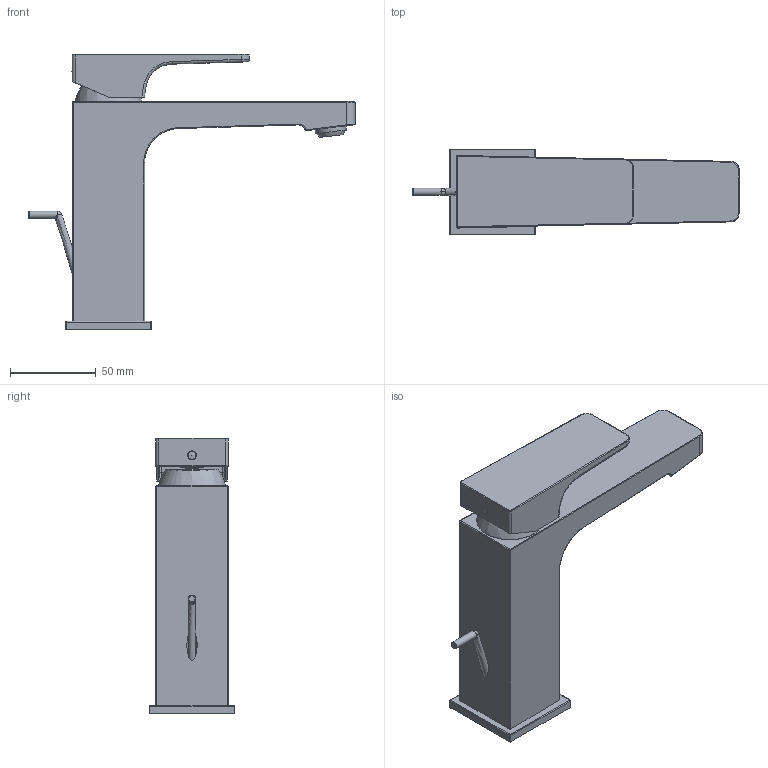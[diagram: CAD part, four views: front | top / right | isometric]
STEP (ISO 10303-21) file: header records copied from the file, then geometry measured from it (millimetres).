
FILE_DESCRIPTION(/* description */ (''),/* implementation_level */ '2;1');
FILE_NAME(/* name */ '3D_TVW125001000_ArchitecturaSquare.step',/* time_stamp */ '2023-01-12T12:12:43+01:00',/* author */ (''),/* organization */ (''),/* preprocessor_version */ 'ST-DEVELOPER v19.2',/* originating_system */ 'Autodesk Translation Framework v11.17.0.187',/* authorisation */ '');
FILE_SCHEMA (('AUTOMOTIVE_DESIGN { 1 0 10303 214 3 1 1 }'));
Length unit declared in the file: millimetre
Products named in the file (9): (Nicht gespeichert); 8ZG16363; 80P35VEK2; 80N16494; 8DZ16440; NG16494_ASM; 8NG16494; Komponente8; Auslauf_reduziert
Assembly tree (8 placements, depth 3):
  (Nicht gespeichert)
    8ZG16363
    80P35VEK2
    80N16494
    8DZ16440
    NG16494_ASM
      8NG16494
    Komponente8
    Auslauf_reduziert
Bounding box: 189.84 x 50 x 160.57 mm (x, y, z)
Volume: 326266.1 mm3; surface area: 65820.3 mm2
Topology: 7 solids, 7 shells, 221 faces, 517 edges, 313 vertices
Faces by surface type: plane 79, cylinder 69, bspline 25, torus 20, cone 15, sphere 13
Full cylindrical faces by diameter (mm): 4.3 x1, 4.7 x1, 5.1 x1, 5.2 x1, 6 x1, 23 x1, 25 x1, 30 x1, 30.8 x1, 36.8 x1, 37.7 x1
Entity records: 10414 total; most frequent: CARTESIAN_POINT 5113, DIRECTION 1121, ORIENTED_EDGE 1026, EDGE_CURVE 513, AXIS2_PLACEMENT_3D 431, VERTEX_POINT 313, LINE 259, VECTOR 259
